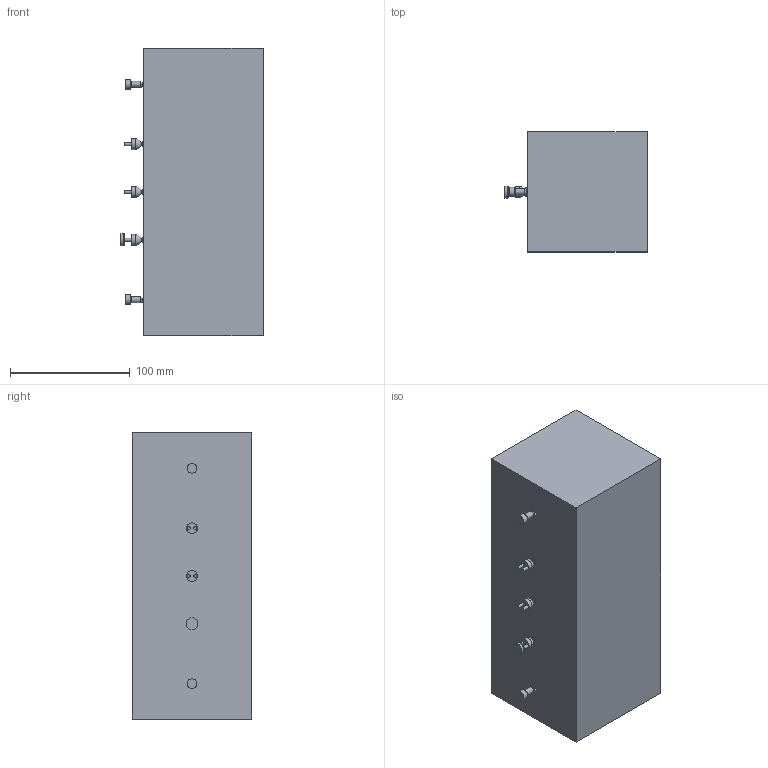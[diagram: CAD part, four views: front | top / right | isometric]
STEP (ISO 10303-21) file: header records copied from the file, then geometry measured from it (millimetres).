
FILE_DESCRIPTION(/* description */ ('STEP AP242'),/* implementation_level */ '2;1');
FILE_NAME(/* name */ 'Combined flat and cone nozzles.step',/* time_stamp */ '2024-10-14T10:42:03+02:00',/* author */ (''),/* organization */ (''),/* preprocessor_version */ 'ST-DEVELOPER v20',/* originating_system */ 'Autodesk Translation Framework v13.20.0.188',/* authorisation */ '');
FILE_SCHEMA (('AUTOMOTIVE_DESIGN { 1 0 10303 214 3 1 1 }'));
Length unit declared in the file: millimetre
Products named in the file (2): LECHLER_63214516CA; LECHLER_4907281YCC
Assembly tree (1 placements, depth 2):
  LECHLER_63214516CA
    LECHLER_4907281YCC
Bounding box: 119 x 100 x 240 mm (x, y, z)
Volume: 2403077.1 mm3; surface area: 118572.5 mm2
Topology: 2 solids, 2 shells, 90 faces, 199 edges, 132 vertices
Faces by surface type: plane 43, cylinder 22, cone 15, sphere 6, torus 4
Full cylindrical faces by diameter (mm): 2.51 x8, 2.7 x4, 5 x2, 8 x2, 9 x4, 9.8 x1, 10 x1
Entity records: 2599 total; most frequent: DIRECTION 503, CARTESIAN_POINT 424, ORIENTED_EDGE 398, AXIS2_PLACEMENT_3D 211, EDGE_CURVE 199, VERTEX_POINT 132, CIRCLE 118, EDGE_LOOP 111
